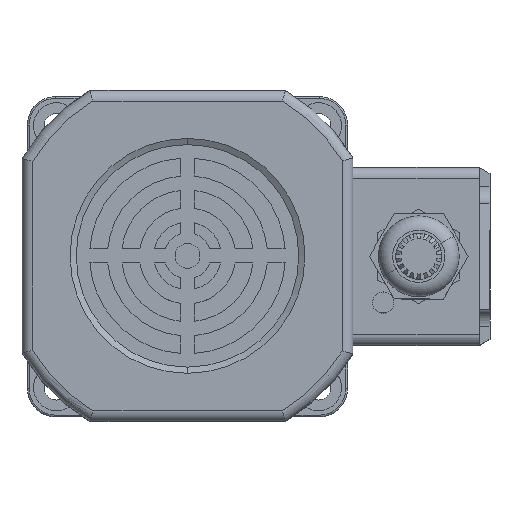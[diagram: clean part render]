
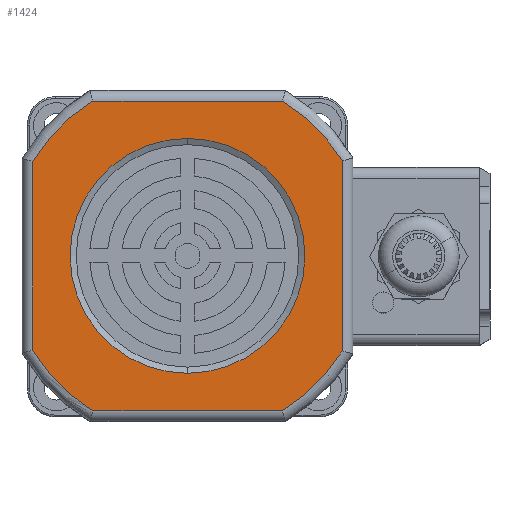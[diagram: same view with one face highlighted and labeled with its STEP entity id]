
A CAD part, top view. The second image highlights one B-rep face of the part: STEP entity #1424.
In plain terms, the highlighted face is planar.
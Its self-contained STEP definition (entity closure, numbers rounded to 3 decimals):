
#490 = DIRECTION ( 'NONE',  ( 0., 1., 0. ) ) ;
#1202 = EDGE_CURVE ( 'NONE', #10319, #5873, #4627, .T. ) ;
#1424 = ADVANCED_FACE ( 'NONE', ( #3258, #3298 ), #17933, .F. ) ;
#1433 = DIRECTION ( 'NONE',  ( 0., -1., 0. ) ) ;
#2078 = CARTESIAN_POINT ( 'NONE',  ( 0., 0., -33. ) ) ;
#2938 = CARTESIAN_POINT ( 'NONE',  ( 43.5, 0., -26.705 ) ) ;
#2944 = CARTESIAN_POINT ( 'NONE',  ( 43.5, 0., 26.705 ) ) ;
#3258 = FACE_OUTER_BOUND ( 'NONE', #3960, .T. ) ;
#3298 = FACE_BOUND ( 'NONE', #18918, .T. ) ;
#3960 = EDGE_LOOP ( 'NONE', ( #10300, #10392, #10410, #10433, #10560, #10583, #10604, #10675 ) ) ;
#4076 = VERTEX_POINT ( 'NONE', #8347 ) ;
#4627 = CIRCLE ( 'NONE', #23270, 33. ) ;
#4733 = EDGE_CURVE ( 'NONE', #23675, #4076, #12341, .T. ) ;
#4843 = EDGE_CURVE ( 'NONE', #22700, #18517, #11778, .T. ) ;
#4890 = EDGE_CURVE ( 'NONE', #18517, #23675, #11548, .T. ) ;
#4956 = EDGE_CURVE ( 'NONE', #4076, #5570, #11296, .T. ) ;
#4992 = EDGE_CURVE ( 'NONE', #5570, #22919, #11020, .T. ) ;
#5034 = EDGE_CURVE ( 'NONE', #22919, #21305, #10794, .T. ) ;
#5044 = DIRECTION ( 'NONE',  ( -1., 0., 0. ) ) ;
#5067 = EDGE_CURVE ( 'NONE', #21305, #9739, #10704, .T. ) ;
#5137 = EDGE_CURVE ( 'NONE', #9739, #22700, #10445, .T. ) ;
#5176 = EDGE_CURVE ( 'NONE', #5873, #10319, #10420, .T. ) ;
#5559 = DIRECTION ( 'NONE',  ( 0., -1., 0. ) ) ;
#5570 = VERTEX_POINT ( 'NONE', #2938 ) ;
#5873 = VERTEX_POINT ( 'NONE', #2078 ) ;
#7962 = CARTESIAN_POINT ( 'NONE',  ( 0.05, 0., 0. ) ) ;
#8347 = CARTESIAN_POINT ( 'NONE',  ( 26.673, 0., -43.5 ) ) ;
#9739 = VERTEX_POINT ( 'NONE', #17912 ) ;
#9877 = DIRECTION ( 'NONE',  ( 0., 0., 1. ) ) ;
#10197 = CARTESIAN_POINT ( 'NONE',  ( 0.05, 0., 0. ) ) ;
#10198 = DIRECTION ( 'NONE',  ( 0., -1., 0. ) ) ;
#10300 = ORIENTED_EDGE ( 'NONE', *, *, #4843, .T. ) ;
#10319 = VERTEX_POINT ( 'NONE', #24697 ) ;
#10392 = ORIENTED_EDGE ( 'NONE', *, *, #4890, .T. ) ;
#10410 = ORIENTED_EDGE ( 'NONE', *, *, #4733, .T. ) ;
#10420 = CIRCLE ( 'NONE', #13471, 33. ) ;
#10433 = ORIENTED_EDGE ( 'NONE', *, *, #4956, .T. ) ;
#10445 = CIRCLE ( 'NONE', #10472, 51. ) ;
#10472 = AXIS2_PLACEMENT_3D ( 'NONE', #13040, #1433, #15007 ) ;
#10560 = ORIENTED_EDGE ( 'NONE', *, *, #4992, .T. ) ;
#10583 = ORIENTED_EDGE ( 'NONE', *, *, #5034, .T. ) ;
#10604 = ORIENTED_EDGE ( 'NONE', *, *, #5067, .T. ) ;
#10614 = AXIS2_PLACEMENT_3D ( 'NONE', #10684, #24248, #12601 ) ;
#10675 = ORIENTED_EDGE ( 'NONE', *, *, #5137, .T. ) ;
#10684 = CARTESIAN_POINT ( 'NONE',  ( 0.05, 0., 0. ) ) ;
#10704 = LINE ( 'NONE', #18606, #10722 ) ;
#10722 = VECTOR ( 'NONE', #5044, 1000. ) ;
#10794 = CIRCLE ( 'NONE', #10614, 51. ) ;
#10815 = ORIENTED_EDGE ( 'NONE', *, *, #5176, .F. ) ;
#10836 = ORIENTED_EDGE ( 'NONE', *, *, #1202, .F. ) ;
#10933 = AXIS2_PLACEMENT_3D ( 'NONE', #21878, #10198, #23757 ) ;
#11004 = VECTOR ( 'NONE', #12427, 1000. ) ;
#11020 = LINE ( 'NONE', #18271, #11004 ) ;
#11024 = DIRECTION ( 'NONE',  ( 0., -1., 0. ) ) ;
#11264 = AXIS2_PLACEMENT_3D ( 'NONE', #7962, #21545, #9877 ) ;
#11296 = CIRCLE ( 'NONE', #10933, 51. ) ;
#11548 = CIRCLE ( 'NONE', #11264, 51. ) ;
#11778 = LINE ( 'NONE', #23113, #11905 ) ;
#11905 = VECTOR ( 'NONE', #19334, 1000. ) ;
#12341 = LINE ( 'NONE', #12983, #12385 ) ;
#12385 = VECTOR ( 'NONE', #20787, 1000. ) ;
#12427 = DIRECTION ( 'NONE',  ( 0., 0., 1. ) ) ;
#12601 = DIRECTION ( 'NONE',  ( 0., 0., 1. ) ) ;
#12983 = CARTESIAN_POINT ( 'NONE',  ( 0.05, 0., -43.5 ) ) ;
#13040 = CARTESIAN_POINT ( 'NONE',  ( 0.05, 0., 0. ) ) ;
#13471 = AXIS2_PLACEMENT_3D ( 'NONE', #17135, #5559, #19122 ) ;
#14082 = DIRECTION ( 'NONE',  ( 0., 0., 1. ) ) ;
#14374 = CARTESIAN_POINT ( 'NONE',  ( 26.673, 0., 43.5 ) ) ;
#15007 = DIRECTION ( 'NONE',  ( 0., 0., 1. ) ) ;
#15887 = CARTESIAN_POINT ( 'NONE',  ( -43.5, 0., -26.54 ) ) ;
#17135 = CARTESIAN_POINT ( 'NONE',  ( 0., 0., 0. ) ) ;
#17912 = CARTESIAN_POINT ( 'NONE',  ( -26.572, 0., 43.5 ) ) ;
#17933 = PLANE ( 'NONE',  #22357 ) ;
#18271 = CARTESIAN_POINT ( 'NONE',  ( 43.5, 0., 0. ) ) ;
#18517 = VERTEX_POINT ( 'NONE', #15887 ) ;
#18606 = CARTESIAN_POINT ( 'NONE',  ( 0.05, 0., 43.5 ) ) ;
#18918 = EDGE_LOOP ( 'NONE', ( #10815, #10836 ) ) ;
#19122 = DIRECTION ( 'NONE',  ( 0., 0., -1. ) ) ;
#19334 = DIRECTION ( 'NONE',  ( 0., 0., -1. ) ) ;
#20787 = DIRECTION ( 'NONE',  ( 1., 0., 0. ) ) ;
#21305 = VERTEX_POINT ( 'NONE', #14374 ) ;
#21545 = DIRECTION ( 'NONE',  ( 0., -1., 0. ) ) ;
#21878 = CARTESIAN_POINT ( 'NONE',  ( 0.05, 0., 0. ) ) ;
#22357 = AXIS2_PLACEMENT_3D ( 'NONE', #10197, #490, #14082 ) ;
#22698 = CARTESIAN_POINT ( 'NONE',  ( 0., 0., 0. ) ) ;
#22700 = VERTEX_POINT ( 'NONE', #23587 ) ;
#22919 = VERTEX_POINT ( 'NONE', #2944 ) ;
#23113 = CARTESIAN_POINT ( 'NONE',  ( -43.5, 0., 0. ) ) ;
#23270 = AXIS2_PLACEMENT_3D ( 'NONE', #22698, #11024, #24608 ) ;
#23587 = CARTESIAN_POINT ( 'NONE',  ( -43.5, 0., 26.54 ) ) ;
#23675 = VERTEX_POINT ( 'NONE', #23964 ) ;
#23757 = DIRECTION ( 'NONE',  ( 0., 0., 1. ) ) ;
#23964 = CARTESIAN_POINT ( 'NONE',  ( -26.572, 0., -43.5 ) ) ;
#24248 = DIRECTION ( 'NONE',  ( 0., -1., 0. ) ) ;
#24608 = DIRECTION ( 'NONE',  ( 0., 0., -1. ) ) ;
#24697 = CARTESIAN_POINT ( 'NONE',  ( 0., 0., 33. ) ) ;
